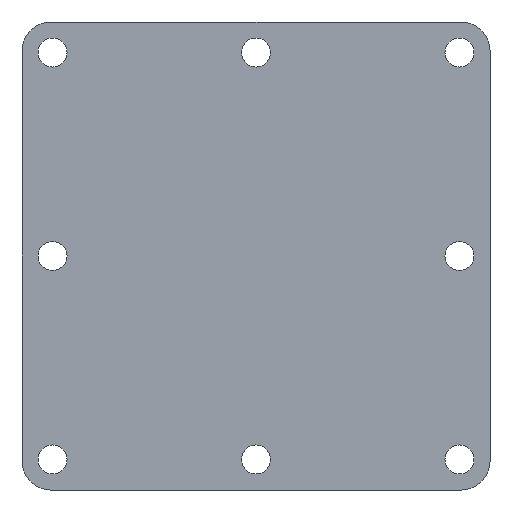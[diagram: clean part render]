
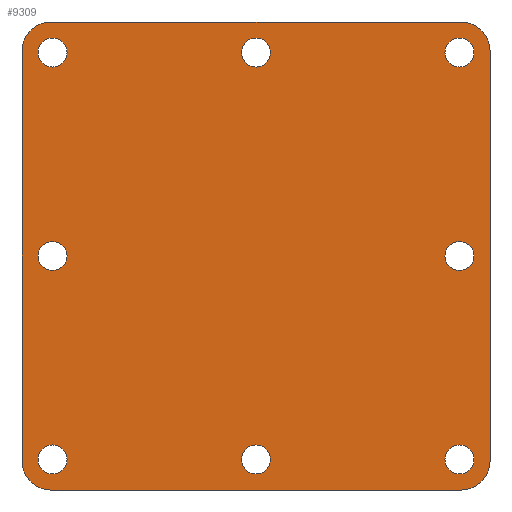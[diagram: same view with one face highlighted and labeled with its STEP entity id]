
A CAD part, front view. The second image highlights one B-rep face of the part: STEP entity #9309.
In plain terms, the highlighted planar face has unit normal (0, -1, 0).
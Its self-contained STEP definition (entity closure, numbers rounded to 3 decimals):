
#117=CIRCLE('',#9672,7.125);
#136=CIRCLE('',#9694,7.125);
#137=CIRCLE('',#9696,7.125);
#138=CIRCLE('',#9699,7.125);
#141=CIRCLE('',#9706,3.563);
#144=CIRCLE('',#9712,3.563);
#147=CIRCLE('',#9718,3.563);
#150=CIRCLE('',#9724,3.563);
#153=CIRCLE('',#9730,3.563);
#156=CIRCLE('',#9736,3.563);
#159=CIRCLE('',#9742,3.563);
#162=CIRCLE('',#9748,3.563);
#249=FACE_BOUND('',#1888,.T.);
#250=FACE_BOUND('',#1889,.T.);
#251=FACE_BOUND('',#1890,.T.);
#252=FACE_BOUND('',#1891,.T.);
#253=FACE_BOUND('',#1892,.T.);
#254=FACE_BOUND('',#1893,.T.);
#255=FACE_BOUND('',#1894,.T.);
#256=FACE_BOUND('',#1895,.T.);
#1306=FACE_OUTER_BOUND('',#1887,.T.);
#1887=EDGE_LOOP('',(#8503,#8504,#8505,#8506,#8507,#8508,#8509,#8510));
#1888=EDGE_LOOP('',(#8511));
#1889=EDGE_LOOP('',(#8512));
#1890=EDGE_LOOP('',(#8513));
#1891=EDGE_LOOP('',(#8514));
#1892=EDGE_LOOP('',(#8515));
#1893=EDGE_LOOP('',(#8516));
#1894=EDGE_LOOP('',(#8517));
#1895=EDGE_LOOP('',(#8518));
#2723=LINE('',#16441,#3590);
#2729=LINE('',#16456,#3596);
#2731=LINE('',#16462,#3598);
#2762=LINE('',#16591,#3629);
#3590=VECTOR('',#11326,10.);
#3596=VECTOR('',#11342,10.);
#3598=VECTOR('',#11350,10.);
#3629=VECTOR('',#11529,10.);
#4455=VERTEX_POINT('',#16377);
#4456=VERTEX_POINT('',#16379);
#4484=VERTEX_POINT('',#16440);
#4485=VERTEX_POINT('',#16444);
#4486=VERTEX_POINT('',#16448);
#4487=VERTEX_POINT('',#16450);
#4488=VERTEX_POINT('',#16454);
#4489=VERTEX_POINT('',#16458);
#4492=VERTEX_POINT('',#16473);
#4495=VERTEX_POINT('',#16486);
#4498=VERTEX_POINT('',#16498);
#4501=VERTEX_POINT('',#16511);
#4504=VERTEX_POINT('',#16524);
#4507=VERTEX_POINT('',#16537);
#4510=VERTEX_POINT('',#16550);
#4513=VERTEX_POINT('',#16562);
#5751=EDGE_CURVE('',#4455,#4456,#117,.T.);
#5782=EDGE_CURVE('',#4456,#4484,#2723,.T.);
#5784=EDGE_CURVE('',#4484,#4485,#136,.T.);
#5787=EDGE_CURVE('',#4486,#4487,#137,.T.);
#5790=EDGE_CURVE('',#4488,#4486,#2729,.T.);
#5792=EDGE_CURVE('',#4489,#4488,#138,.T.);
#5793=EDGE_CURVE('',#4485,#4489,#2731,.T.);
#5800=EDGE_CURVE('',#4492,#4492,#141,.T.);
#5807=EDGE_CURVE('',#4495,#4495,#144,.T.);
#5813=EDGE_CURVE('',#4498,#4498,#147,.T.);
#5820=EDGE_CURVE('',#4501,#4501,#150,.T.);
#5827=EDGE_CURVE('',#4504,#4504,#153,.T.);
#5834=EDGE_CURVE('',#4507,#4507,#156,.T.);
#5841=EDGE_CURVE('',#4510,#4510,#159,.T.);
#5847=EDGE_CURVE('',#4513,#4513,#162,.T.);
#5848=EDGE_CURVE('',#4487,#4455,#2762,.T.);
#8503=ORIENTED_EDGE('',*,*,#5751,.F.);
#8504=ORIENTED_EDGE('',*,*,#5848,.F.);
#8505=ORIENTED_EDGE('',*,*,#5787,.F.);
#8506=ORIENTED_EDGE('',*,*,#5790,.F.);
#8507=ORIENTED_EDGE('',*,*,#5792,.F.);
#8508=ORIENTED_EDGE('',*,*,#5793,.F.);
#8509=ORIENTED_EDGE('',*,*,#5784,.F.);
#8510=ORIENTED_EDGE('',*,*,#5782,.F.);
#8511=ORIENTED_EDGE('',*,*,#5800,.T.);
#8512=ORIENTED_EDGE('',*,*,#5807,.T.);
#8513=ORIENTED_EDGE('',*,*,#5813,.T.);
#8514=ORIENTED_EDGE('',*,*,#5820,.T.);
#8515=ORIENTED_EDGE('',*,*,#5827,.T.);
#8516=ORIENTED_EDGE('',*,*,#5834,.T.);
#8517=ORIENTED_EDGE('',*,*,#5841,.T.);
#8518=ORIENTED_EDGE('',*,*,#5847,.T.);
#8796=PLANE('',#9776);
#9309=ADVANCED_FACE('',(#1306,#249,#250,#251,#252,#253,#254,#255,#256),
#8796,.F.);
#9672=AXIS2_PLACEMENT_3D('',#16380,#11272,#11273);
#9694=AXIS2_PLACEMENT_3D('',#16445,#11330,#11331);
#9696=AXIS2_PLACEMENT_3D('',#16451,#11336,#11337);
#9699=AXIS2_PLACEMENT_3D('',#16460,#11346,#11347);
#9706=AXIS2_PLACEMENT_3D('',#16475,#11365,#11366);
#9712=AXIS2_PLACEMENT_3D('',#16488,#11381,#11382);
#9718=AXIS2_PLACEMENT_3D('',#16500,#11396,#11397);
#9724=AXIS2_PLACEMENT_3D('',#16513,#11412,#11413);
#9730=AXIS2_PLACEMENT_3D('',#16526,#11428,#11429);
#9736=AXIS2_PLACEMENT_3D('',#16539,#11444,#11445);
#9742=AXIS2_PLACEMENT_3D('',#16552,#11460,#11461);
#9748=AXIS2_PLACEMENT_3D('',#16564,#11475,#11476);
#9776=AXIS2_PLACEMENT_3D('',#16593,#11532,#11533);
#11272=DIRECTION('center_axis',(0.,1.,0.));
#11273=DIRECTION('ref_axis',(-0.707,0.,-0.707));
#11326=DIRECTION('',(0.,0.,1.));
#11330=DIRECTION('center_axis',(0.,1.,0.));
#11331=DIRECTION('ref_axis',(-0.707,0.,0.707));
#11336=DIRECTION('center_axis',(0.,1.,0.));
#11337=DIRECTION('ref_axis',(0.707,0.,-0.707));
#11342=DIRECTION('',(0.,0.,-1.));
#11346=DIRECTION('center_axis',(0.,1.,0.));
#11347=DIRECTION('ref_axis',(0.707,0.,0.707));
#11350=DIRECTION('',(1.,0.,0.));
#11365=DIRECTION('center_axis',(0.,1.,0.));
#11366=DIRECTION('ref_axis',(1.,0.,0.));
#11381=DIRECTION('center_axis',(0.,1.,0.));
#11382=DIRECTION('ref_axis',(1.,0.,0.));
#11396=DIRECTION('center_axis',(0.,1.,0.));
#11397=DIRECTION('ref_axis',(1.,0.,0.));
#11412=DIRECTION('center_axis',(0.,1.,0.));
#11413=DIRECTION('ref_axis',(1.,0.,0.));
#11428=DIRECTION('center_axis',(0.,1.,0.));
#11429=DIRECTION('ref_axis',(1.,0.,0.));
#11444=DIRECTION('center_axis',(0.,1.,0.));
#11445=DIRECTION('ref_axis',(1.,0.,0.));
#11460=DIRECTION('center_axis',(0.,1.,0.));
#11461=DIRECTION('ref_axis',(1.,0.,0.));
#11475=DIRECTION('center_axis',(0.,1.,0.));
#11476=DIRECTION('ref_axis',(1.,0.,0.));
#11529=DIRECTION('',(-1.,0.,0.));
#11532=DIRECTION('center_axis',(0.,1.,0.));
#11533=DIRECTION('ref_axis',(0.,0.,1.));
#16377=CARTESIAN_POINT('',(-50.375,0.,-57.5));
#16379=CARTESIAN_POINT('',(-57.5,0.,-50.375));
#16380=CARTESIAN_POINT('Origin',(-50.375,0.,-50.375));
#16440=CARTESIAN_POINT('',(-57.5,0.,50.375));
#16441=CARTESIAN_POINT('',(-57.5,0.,-57.5));
#16444=CARTESIAN_POINT('',(-50.375,0.,57.5));
#16445=CARTESIAN_POINT('Origin',(-50.375,0.,50.375));
#16448=CARTESIAN_POINT('',(57.5,0.,-50.375));
#16450=CARTESIAN_POINT('',(50.375,0.,-57.5));
#16451=CARTESIAN_POINT('Origin',(50.375,0.,-50.375));
#16454=CARTESIAN_POINT('',(57.5,0.,50.375));
#16456=CARTESIAN_POINT('',(57.5,0.,57.5));
#16458=CARTESIAN_POINT('',(50.375,0.,57.5));
#16460=CARTESIAN_POINT('Origin',(50.375,0.,50.375));
#16462=CARTESIAN_POINT('',(-57.5,0.,57.5));
#16473=CARTESIAN_POINT('',(-3.563,0.,-50.));
#16475=CARTESIAN_POINT('Origin',(0.,0.,-50.));
#16486=CARTESIAN_POINT('',(46.438,0.,0.));
#16488=CARTESIAN_POINT('Origin',(50.,0.,0.));
#16498=CARTESIAN_POINT('',(-3.563,0.,50.));
#16500=CARTESIAN_POINT('Origin',(0.,0.,50.));
#16511=CARTESIAN_POINT('',(-53.563,0.,0.));
#16513=CARTESIAN_POINT('Origin',(-50.,0.,0.));
#16524=CARTESIAN_POINT('',(46.438,0.,-50.));
#16526=CARTESIAN_POINT('Origin',(50.,0.,-50.));
#16537=CARTESIAN_POINT('',(-53.563,0.,-50.));
#16539=CARTESIAN_POINT('Origin',(-50.,0.,-50.));
#16550=CARTESIAN_POINT('',(46.438,0.,50.));
#16552=CARTESIAN_POINT('Origin',(50.,0.,50.));
#16562=CARTESIAN_POINT('',(-53.563,0.,50.));
#16564=CARTESIAN_POINT('Origin',(-50.,0.,50.));
#16591=CARTESIAN_POINT('',(57.5,0.,-57.5));
#16593=CARTESIAN_POINT('Origin',(0.,0.,0.));
